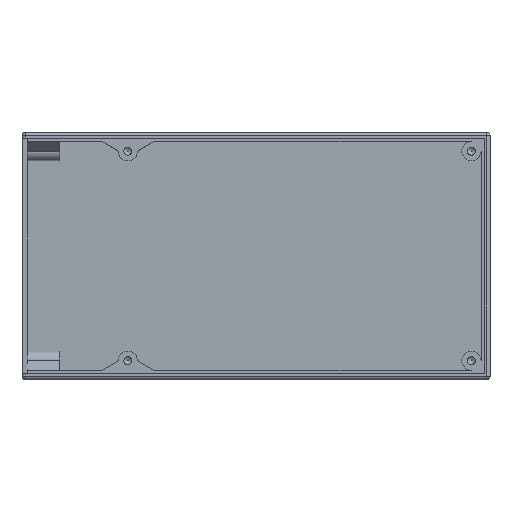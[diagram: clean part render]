
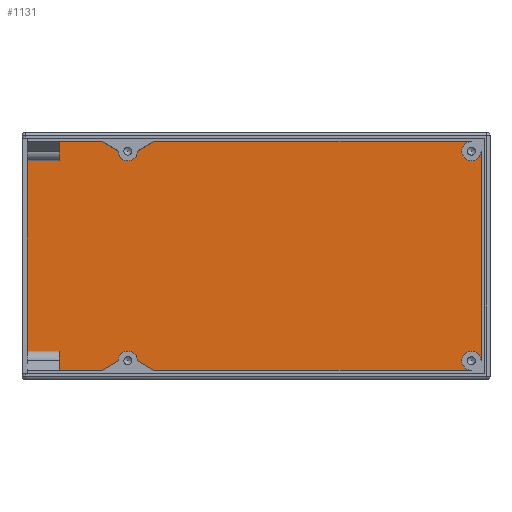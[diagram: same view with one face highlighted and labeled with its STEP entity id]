
A CAD part, top view. The second image highlights one B-rep face of the part: STEP entity #1131.
In plain terms, the highlighted planar face has unit normal (0, 0, 1).
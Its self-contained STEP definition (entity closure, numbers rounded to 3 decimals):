
#43=PLANE('',#1244);
#140=FACE_OUTER_BOUND('',#209,.T.);
#209=EDGE_LOOP('',(#1003,#1004,#1005,#1006,#1007,#1008,#1009,#1010,#1011,
#1012,#1013,#1014,#1015,#1016));
#288=LINE('',#1832,#397);
#293=LINE('',#1840,#402);
#306=LINE('',#1867,#415);
#310=LINE('',#1874,#419);
#313=LINE('',#1882,#422);
#317=LINE('',#1891,#426);
#319=LINE('',#1898,#428);
#320=LINE('',#1901,#429);
#321=LINE('',#1904,#430);
#322=LINE('',#1907,#431);
#397=VECTOR('',#1505,10.);
#402=VECTOR('',#1514,10.);
#415=VECTOR('',#1537,10.);
#419=VECTOR('',#1543,10.);
#422=VECTOR('',#1548,10.);
#426=VECTOR('',#1554,10.);
#428=VECTOR('',#1564,10.);
#429=VECTOR('',#1567,10.);
#430=VECTOR('',#1570,10.);
#431=VECTOR('',#1573,10.);
#482=CIRCLE('',#1242,3.);
#484=CIRCLE('',#1245,3.);
#485=CIRCLE('',#1246,3.);
#486=CIRCLE('',#1247,3.);
#560=VERTEX_POINT('',#1829);
#561=VERTEX_POINT('',#1831);
#562=VERTEX_POINT('',#1839);
#570=VERTEX_POINT('',#1864);
#571=VERTEX_POINT('',#1866);
#573=VERTEX_POINT('',#1872);
#576=VERTEX_POINT('',#1879);
#577=VERTEX_POINT('',#1881);
#580=VERTEX_POINT('',#1888);
#581=VERTEX_POINT('',#1890);
#582=VERTEX_POINT('',#1897);
#583=VERTEX_POINT('',#1899);
#584=VERTEX_POINT('',#1903);
#585=VERTEX_POINT('',#1905);
#698=EDGE_CURVE('',#561,#560,#288,.T.);
#703=EDGE_CURVE('',#562,#561,#293,.T.);
#716=EDGE_CURVE('',#571,#570,#306,.T.);
#720=EDGE_CURVE('',#560,#573,#310,.T.);
#723=EDGE_CURVE('',#577,#576,#313,.T.);
#727=EDGE_CURVE('',#581,#580,#317,.T.);
#729=EDGE_CURVE('',#580,#577,#482,.T.);
#731=EDGE_CURVE('',#573,#582,#319,.T.);
#732=EDGE_CURVE('',#582,#583,#484,.T.);
#733=EDGE_CURVE('',#583,#571,#320,.T.);
#734=EDGE_CURVE('',#570,#581,#485,.T.);
#735=EDGE_CURVE('',#576,#584,#321,.T.);
#736=EDGE_CURVE('',#584,#585,#486,.T.);
#737=EDGE_CURVE('',#585,#562,#322,.T.);
#1003=ORIENTED_EDGE('',*,*,#698,.T.);
#1004=ORIENTED_EDGE('',*,*,#720,.T.);
#1005=ORIENTED_EDGE('',*,*,#731,.T.);
#1006=ORIENTED_EDGE('',*,*,#732,.T.);
#1007=ORIENTED_EDGE('',*,*,#733,.T.);
#1008=ORIENTED_EDGE('',*,*,#716,.T.);
#1009=ORIENTED_EDGE('',*,*,#734,.T.);
#1010=ORIENTED_EDGE('',*,*,#727,.T.);
#1011=ORIENTED_EDGE('',*,*,#729,.T.);
#1012=ORIENTED_EDGE('',*,*,#723,.T.);
#1013=ORIENTED_EDGE('',*,*,#735,.T.);
#1014=ORIENTED_EDGE('',*,*,#736,.T.);
#1015=ORIENTED_EDGE('',*,*,#737,.T.);
#1016=ORIENTED_EDGE('',*,*,#703,.T.);
#1131=ADVANCED_FACE('',(#140),#43,.T.);
#1242=AXIS2_PLACEMENT_3D('',#1894,#1558,#1559);
#1244=AXIS2_PLACEMENT_3D('',#1896,#1562,#1563);
#1245=AXIS2_PLACEMENT_3D('',#1900,#1565,#1566);
#1246=AXIS2_PLACEMENT_3D('',#1902,#1568,#1569);
#1247=AXIS2_PLACEMENT_3D('',#1906,#1571,#1572);
#1505=DIRECTION('',(0.,-1.,0.));
#1514=DIRECTION('',(-1.,0.,0.));
#1537=DIRECTION('',(1.,0.,0.));
#1543=DIRECTION('',(1.,0.,0.));
#1548=DIRECTION('',(-1.,0.,0.));
#1554=DIRECTION('',(0.,1.,0.));
#1558=DIRECTION('center_axis',(0.,0.,-1.));
#1559=DIRECTION('ref_axis',(1.,0.,0.));
#1562=DIRECTION('center_axis',(0.,0.,1.));
#1563=DIRECTION('ref_axis',(1.,0.,0.));
#1564=DIRECTION('',(0.857,0.514,0.));
#1565=DIRECTION('center_axis',(0.,0.,-1.));
#1566=DIRECTION('ref_axis',(1.,0.,0.));
#1567=DIRECTION('',(0.857,-0.514,0.));
#1568=DIRECTION('center_axis',(0.,0.,-1.));
#1569=DIRECTION('ref_axis',(1.,0.,0.));
#1570=DIRECTION('',(-0.857,-0.514,0.));
#1571=DIRECTION('center_axis',(0.,0.,-1.));
#1572=DIRECTION('ref_axis',(1.,0.,0.));
#1573=DIRECTION('',(-0.857,0.514,0.));
#1829=CARTESIAN_POINT('',(1.6,2.8,2.8));
#1831=CARTESIAN_POINT('',(1.6,74.2,2.8));
#1832=CARTESIAN_POINT('',(1.6,38.5,2.8));
#1839=CARTESIAN_POINT('',(25.,74.2,2.8));
#1840=CARTESIAN_POINT('',(0.,74.2,2.8));
#1864=CARTESIAN_POINT('',(140.2,2.8,2.8));
#1866=CARTESIAN_POINT('',(41.,2.8,2.8));
#1867=CARTESIAN_POINT('',(0.,2.8,2.8));
#1872=CARTESIAN_POINT('',(25.,2.8,2.8));
#1874=CARTESIAN_POINT('',(0.,2.8,2.8));
#1879=CARTESIAN_POINT('',(41.,74.2,2.8));
#1881=CARTESIAN_POINT('',(140.2,74.2,2.8));
#1882=CARTESIAN_POINT('',(0.,74.2,2.8));
#1888=CARTESIAN_POINT('',(143.2,71.2,2.8));
#1890=CARTESIAN_POINT('',(143.2,5.8,2.8));
#1891=CARTESIAN_POINT('',(143.2,74.2,2.8));
#1894=CARTESIAN_POINT('Origin',(140.2,71.2,2.8));
#1896=CARTESIAN_POINT('Origin',(71.6,38.5,2.8));
#1897=CARTESIAN_POINT('',(30.,5.8,2.8));
#1898=CARTESIAN_POINT('',(52.507,19.304,2.8));
#1899=CARTESIAN_POINT('',(36.,5.8,2.8));
#1900=CARTESIAN_POINT('Origin',(33.,5.8,2.8));
#1901=CARTESIAN_POINT('',(44.375,0.775,2.8));
#1902=CARTESIAN_POINT('Origin',(140.2,5.8,2.8));
#1903=CARTESIAN_POINT('',(36.,71.2,2.8));
#1904=CARTESIAN_POINT('',(41.875,74.725,2.8));
#1905=CARTESIAN_POINT('',(30.,71.2,2.8));
#1906=CARTESIAN_POINT('Origin',(33.,71.2,2.8));
#1907=CARTESIAN_POINT('',(50.007,59.196,2.8));
